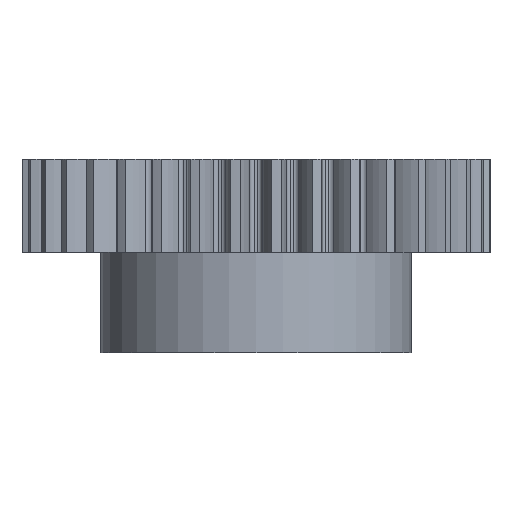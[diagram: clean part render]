
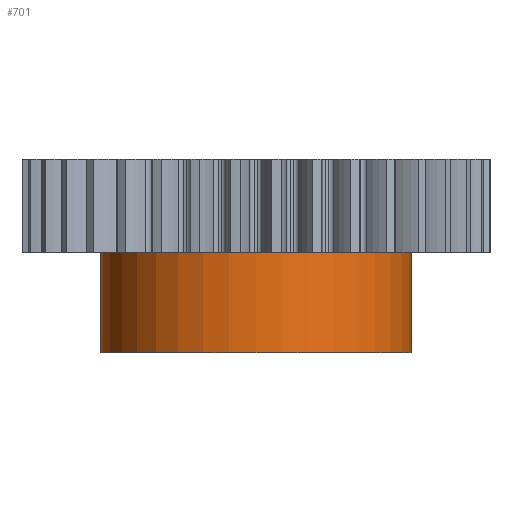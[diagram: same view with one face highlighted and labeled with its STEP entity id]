
A CAD part, front view. The second image highlights one B-rep face of the part: STEP entity #701.
In plain terms, the highlighted cylindrical face has radius 20 mm (diameter 40 mm), a partial arc.
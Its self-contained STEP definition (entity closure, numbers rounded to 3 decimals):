
#698 = EDGE_LOOP ( 'NONE', ( #745, #725, #703, #706 ) ) ;
#701 = ADVANCED_FACE ( 'NONE', ( #4085 ), #4063, .T. ) ;
#702 = EDGE_CURVE ( 'NONE', #1236, #1231, #4095, .T. ) ;
#703 = ORIENTED_EDGE ( 'NONE', *, *, #998, .T. ) ;
#706 = ORIENTED_EDGE ( 'NONE', *, *, #2627, .F. ) ;
#725 = ORIENTED_EDGE ( 'NONE', *, *, #702, .T. ) ;
#745 = ORIENTED_EDGE ( 'NONE', *, *, #1224, .F. ) ;
#991 = VERTEX_POINT ( 'NONE', #4680 ) ;
#998 = EDGE_CURVE ( 'NONE', #1231, #991, #4493, .T. ) ;
#1224 = EDGE_CURVE ( 'NONE', #1236, #1237, #4821, .T. ) ;
#1231 = VERTEX_POINT ( 'NONE', #4899 ) ;
#1236 = VERTEX_POINT ( 'NONE', #4891 ) ;
#1237 = VERTEX_POINT ( 'NONE', #4877 ) ;
#2627 = EDGE_CURVE ( 'NONE', #1237, #991, #7752, .T. ) ;
#4063 = CYLINDRICAL_SURFACE ( 'NONE', #4092, 20. ) ;
#4071 = DIRECTION ( 'NONE',  ( 1., 0., 0. ) ) ;
#4072 = DIRECTION ( 'NONE',  ( 0., 0., 1. ) ) ;
#4076 = DIRECTION ( 'NONE',  ( 1., 0., 0. ) ) ;
#4078 = CARTESIAN_POINT ( 'NONE',  ( 0., 0., -13. ) ) ;
#4085 = FACE_OUTER_BOUND ( 'NONE', #698, .T. ) ;
#4086 = DIRECTION ( 'NONE',  ( 0., 0., 1. ) ) ;
#4087 = CARTESIAN_POINT ( 'NONE',  ( 0., 0., -13. ) ) ;
#4092 = AXIS2_PLACEMENT_3D ( 'NONE', #4087, #4086, #4076 ) ;
#4094 = AXIS2_PLACEMENT_3D ( 'NONE', #4078, #4072, #4071 ) ;
#4095 = CIRCLE ( 'NONE', #4094, 20. ) ;
#4470 = DIRECTION ( 'NONE',  ( 0., 0., 1. ) ) ;
#4492 = CARTESIAN_POINT ( 'NONE',  ( 20., 0., -13. ) ) ;
#4493 = LINE ( 'NONE', #4492, #4684 ) ;
#4680 = CARTESIAN_POINT ( 'NONE',  ( 20., 0., 0. ) ) ;
#4684 = VECTOR ( 'NONE', #4470, 1000. ) ;
#4821 = LINE ( 'NONE', #4852, #4846 ) ;
#4845 = DIRECTION ( 'NONE',  ( 0., 0., 1. ) ) ;
#4846 = VECTOR ( 'NONE', #4845, 1000. ) ;
#4852 = CARTESIAN_POINT ( 'NONE',  ( -20., 0., -13. ) ) ;
#4877 = CARTESIAN_POINT ( 'NONE',  ( -20., 0., 0. ) ) ;
#4891 = CARTESIAN_POINT ( 'NONE',  ( -20., 0., -13. ) ) ;
#4899 = CARTESIAN_POINT ( 'NONE',  ( 20., 0., -13. ) ) ;
#7738 = DIRECTION ( 'NONE',  ( 1., 0., 0. ) ) ;
#7739 = DIRECTION ( 'NONE',  ( 0., 0., 1. ) ) ;
#7745 = AXIS2_PLACEMENT_3D ( 'NONE', #7747, #7739, #7738 ) ;
#7747 = CARTESIAN_POINT ( 'NONE',  ( 0., 0., 0. ) ) ;
#7752 = CIRCLE ( 'NONE', #7745, 20. ) ;
